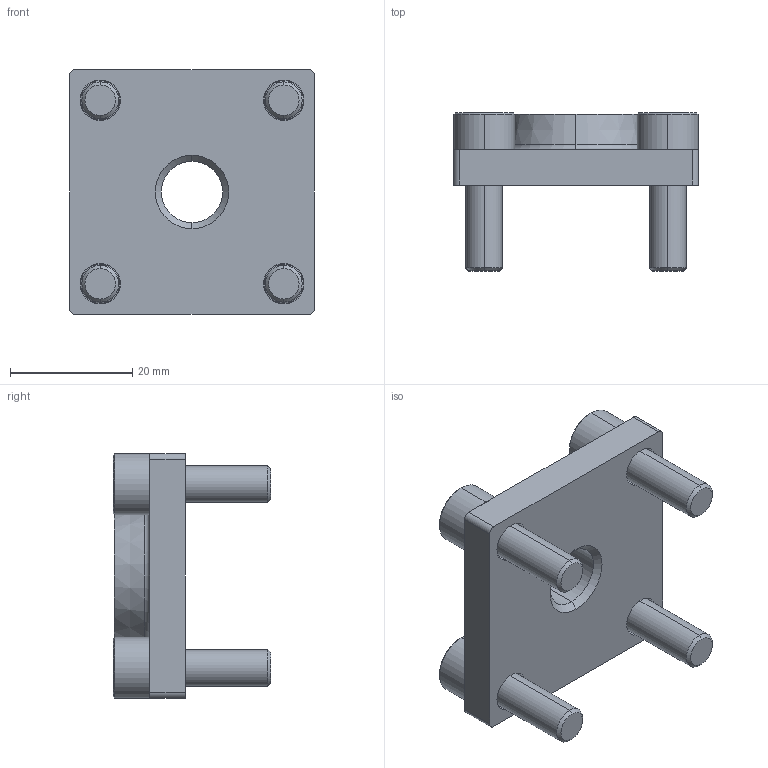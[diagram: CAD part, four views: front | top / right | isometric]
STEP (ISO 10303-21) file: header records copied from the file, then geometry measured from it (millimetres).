
FILE_DESCRIPTION (( 'STEP AP214' ), '1' );
FILE_NAME ('SNSD.30.50.66. Àäàïòåð 40õ40 äëÿ êðåïëåíèÿ îïîðû Ì12(À31).STEP', '2014-11-24T08:40:51', ( 'XTreme.ws' ), ( 'XTreme.ws' ), 'SwSTEP 2.0', 'SolidWorks 2014', '' );
FILE_SCHEMA (( 'AUTOMOTIVE_DESIGN' ));
Length unit declared in the file: millimetre
Products named in the file (3): SNSD.30.50.66. Áîëò(À31)_00; SNSD.30.50.66. Ïëàñòèíà(À31)_00; SNSD.30.50.66. Àäàïòåð 40õ40 äëÿ êðåïëåíèÿ îïîðû Ì12(À31)
Assembly tree (5 placements, depth 2):
  SNSD.30.50.66. Àäàïòåð 40õ40 äëÿ êðåïëåíèÿ îïîðû Ì12(À31)
    SNSD.30.50.66. Ïëàñòèíà(À31)_00
    SNSD.30.50.66. Áîëò(À31)_00  x4
Bounding box: 40 x 25.8 x 40 mm (x, y, z)
Volume: 13559.1 mm3; surface area: 7916 mm2
Topology: 5 solids, 5 shells, 109 faces, 240 edges, 150 vertices
Faces by surface type: plane 47, cylinder 30, cone 22, torus 10
Entity records: 1584 total; most frequent: DIRECTION 284, CARTESIAN_POINT 243, ORIENTED_EDGE 228, EDGE_CURVE 114, AXIS2_PLACEMENT_3D 113, VERTEX_POINT 72, EDGE_LOOP 62, VECTOR 58
